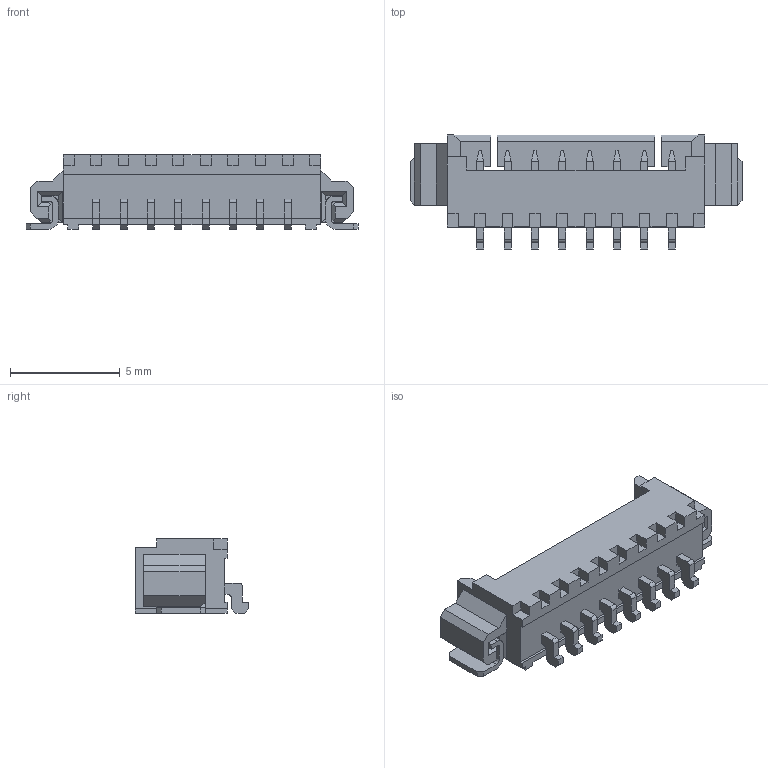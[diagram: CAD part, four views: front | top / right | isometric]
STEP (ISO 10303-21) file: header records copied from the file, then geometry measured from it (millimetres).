
FILE_DESCRIPTION(/* description */ (''),/* implementation_level */ '2;1');
FILE_NAME(/* name */ 'Receptacle - Molex PicoBlade - SMD Right Angle x2 - 532610871 v4.step',/* time_stamp */ '2023-02-08T11:01:13Z',/* author */ (''),/* organization */ (''),/* preprocessor_version */ 'ST-DEVELOPER v19.2',/* originating_system */ 'Autodesk Translation Framework v11.17.0.187',/* authorisation */ '');
FILE_SCHEMA (('AUTOMOTIVE_DESIGN { 1 0 10303 214 3 1 1 }'));
Length unit declared in the file: millimetre
Products named in the file (1): Receptacle - Molex PicoBlade - SMD Right Angle x2 - 532610871
Bounding box: 15.15 x 5.2 x 3.4 mm (x, y, z)
Volume: 91.4 mm3; surface area: 366.3 mm2
Topology: 1 solids, 1 shells, 364 faces, 1006 edges, 654 vertices
Faces by surface type: plane 340, cylinder 24
Entity records: 11602 total; most frequent: CARTESIAN_POINT 2025, ORIENTED_EDGE 2012, DIRECTION 1786, EDGE_CURVE 1006, LINE 956, VECTOR 956, VERTEX_POINT 654, AXIS2_PLACEMENT_3D 415
